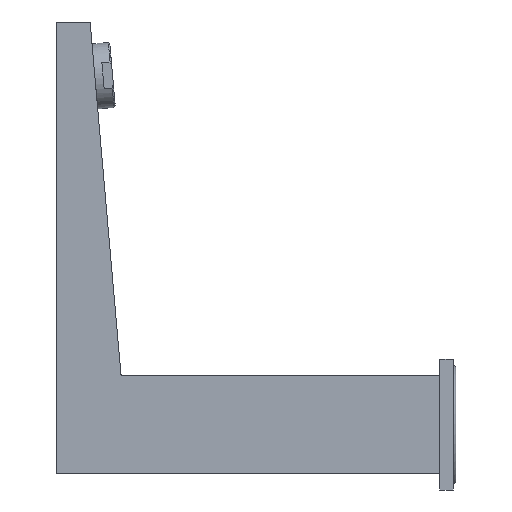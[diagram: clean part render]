
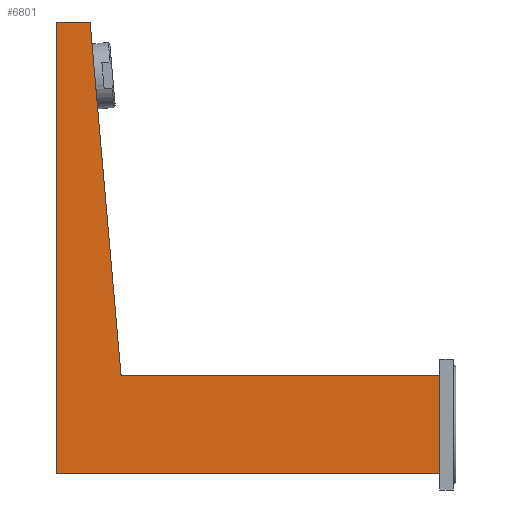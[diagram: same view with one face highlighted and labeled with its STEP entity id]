
A CAD part, left-side view. The second image highlights one B-rep face of the part: STEP entity #6801.
In plain terms, the highlighted planar face has unit normal (-1, 0, 0).
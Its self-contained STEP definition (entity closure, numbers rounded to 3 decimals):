
#484=PLANE('',#7351);
#797=FACE_OUTER_BOUND('',#1193,.T.);
#1193=EDGE_LOOP('',(#5789,#5790,#5791,#5792,#5793,#5794,#5795));
#1632=LINE('',#18387,#2117);
#1641=LINE('',#18408,#2126);
#1644=LINE('',#18418,#2129);
#1645=LINE('',#18421,#2130);
#1646=LINE('',#18423,#2131);
#1647=LINE('',#18424,#2132);
#2117=VECTOR('',#8712,10.);
#2126=VECTOR('',#8727,10.);
#2129=VECTOR('',#8736,10.);
#2130=VECTOR('',#8739,10.);
#2131=VECTOR('',#8740,10.);
#2132=VECTOR('',#8741,10.);
#2495=CIRCLE('',#7342,0.5);
#3115=VERTEX_POINT('',#18377);
#3116=VERTEX_POINT('',#18378);
#3119=VERTEX_POINT('',#18386);
#3128=VERTEX_POINT('',#18406);
#3132=VERTEX_POINT('',#18416);
#3133=VERTEX_POINT('',#18420);
#3134=VERTEX_POINT('',#18422);
#4041=EDGE_CURVE('',#3115,#3116,#2495,.T.);
#4045=EDGE_CURVE('',#3116,#3119,#1632,.T.);
#4056=EDGE_CURVE('',#3115,#3128,#1641,.T.);
#4061=EDGE_CURVE('',#3128,#3132,#1644,.T.);
#4062=EDGE_CURVE('',#3132,#3133,#1645,.T.);
#4063=EDGE_CURVE('',#3134,#3133,#1646,.T.);
#4064=EDGE_CURVE('',#3134,#3119,#1647,.T.);
#5789=ORIENTED_EDGE('',*,*,#4056,.T.);
#5790=ORIENTED_EDGE('',*,*,#4061,.T.);
#5791=ORIENTED_EDGE('',*,*,#4062,.T.);
#5792=ORIENTED_EDGE('',*,*,#4063,.F.);
#5793=ORIENTED_EDGE('',*,*,#4064,.T.);
#5794=ORIENTED_EDGE('',*,*,#4045,.F.);
#5795=ORIENTED_EDGE('',*,*,#4041,.F.);
#6801=ADVANCED_FACE('',(#797),#484,.T.);
#7342=AXIS2_PLACEMENT_3D('',#18379,#8704,#8705);
#7351=AXIS2_PLACEMENT_3D('',#18419,#8737,#8738);
#8704=DIRECTION('center_axis',(-1.,0.,0.));
#8705=DIRECTION('ref_axis',(0.,0.676,-0.737));
#8712=DIRECTION('',(0.,-1.,0.));
#8727=DIRECTION('',(0.,0.087,0.996));
#8736=DIRECTION('',(0.,1.,0.));
#8737=DIRECTION('center_axis',(-1.,0.,0.));
#8738=DIRECTION('ref_axis',(0.,0.,1.));
#8739=DIRECTION('',(0.,0.,-1.));
#8740=DIRECTION('',(0.,1.,0.));
#8741=DIRECTION('',(0.,0.,1.));
#18377=CARTESIAN_POINT('',(11.,117.166,-10.544));
#18378=CARTESIAN_POINT('',(11.,116.668,-11.));
#18379=CARTESIAN_POINT('Origin',(11.,116.668,-10.5));
#18386=CARTESIAN_POINT('',(11.,0.,-11.));
#18387=CARTESIAN_POINT('',(11.,0.,-11.));
#18406=CARTESIAN_POINT('',(11.,128.5,119.));
#18408=CARTESIAN_POINT('',(11.,114.331,-42.948));
#18416=CARTESIAN_POINT('',(11.,141.,119.));
#18418=CARTESIAN_POINT('',(11.,64.25,119.));
#18419=CARTESIAN_POINT('Origin',(11.,0.,-47.));
#18420=CARTESIAN_POINT('',(11.,141.,-47.));
#18421=CARTESIAN_POINT('',(11.,141.,-38.));
#18422=CARTESIAN_POINT('',(11.,0.,-47.));
#18423=CARTESIAN_POINT('',(11.,0.,-47.));
#18424=CARTESIAN_POINT('',(11.,0.,-38.));
